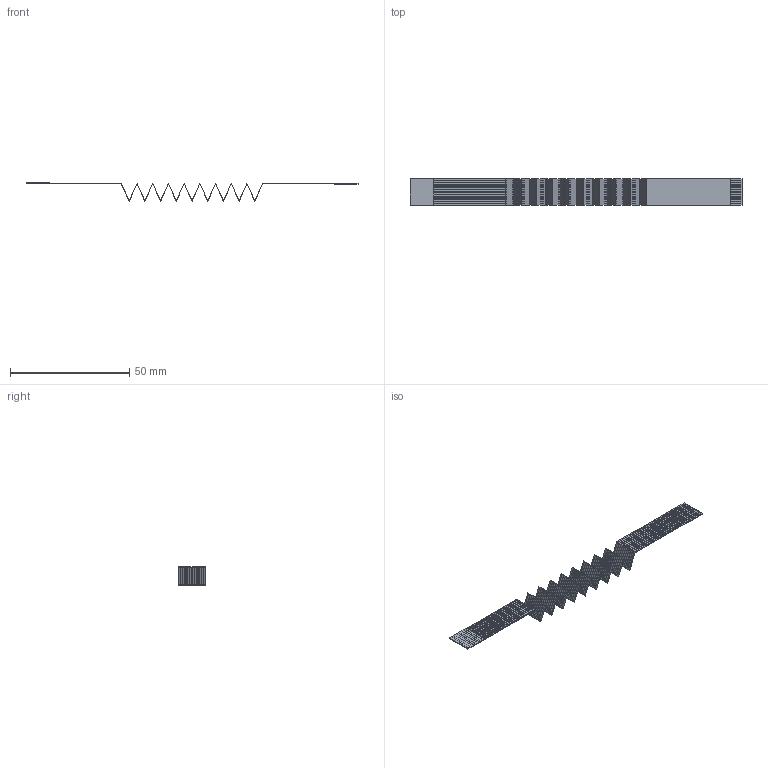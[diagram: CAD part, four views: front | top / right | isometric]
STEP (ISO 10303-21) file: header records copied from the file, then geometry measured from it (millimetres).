
FILE_DESCRIPTION(/* description */ ('Unknown'),/* implementation_level */ '2;1');
FILE_NAME(/* name */ '686710119001',/* time_stamp */ '2020-12-09T09:48:42+01:00',/* author */ ('Unknown'),/* organization */ ('Unknown'),/* preprocessor_version */ 'ST-DEVELOPER v16.7',/* originating_system */ 'DEX',/* authorisation */ $);
FILE_SCHEMA (('AUTOMOTIVE_DESIGN {1 0 10303 214 3 1 1}'));
Length unit declared in the file: millimetre
Products named in the file (2): 6867xx119001; 686710119001
Assembly tree (1 placements, depth 2):
  6867xx119001
    686710119001
Bounding box: 139.48 x 11 x 7.85 mm (x, y, z)
Volume: 224.2 mm3; surface area: 8220.1 mm2
Topology: 1 solids, 1 shells, 518 faces, 1560 edges, 1024 vertices
Faces by surface type: plane 518
Entity records: 20875 total; most frequent: ORIENTED_EDGE 3120, CARTESIAN_POINT 3104, DIRECTION 2600, EDGE_CURVE 1560, LINE 1560, VECTOR 1560, VERTEX_POINT 1024, AXIS2_PLACEMENT_3D 520
